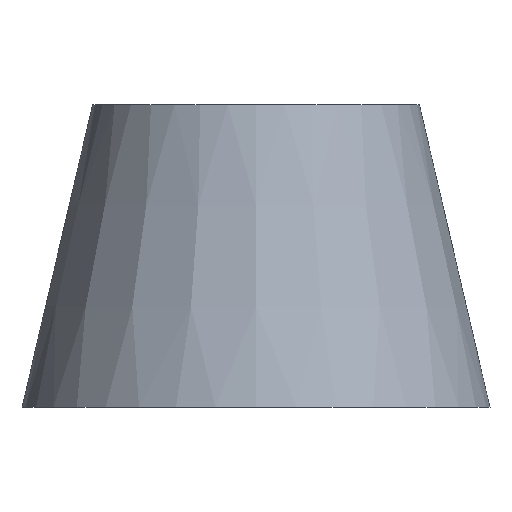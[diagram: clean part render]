
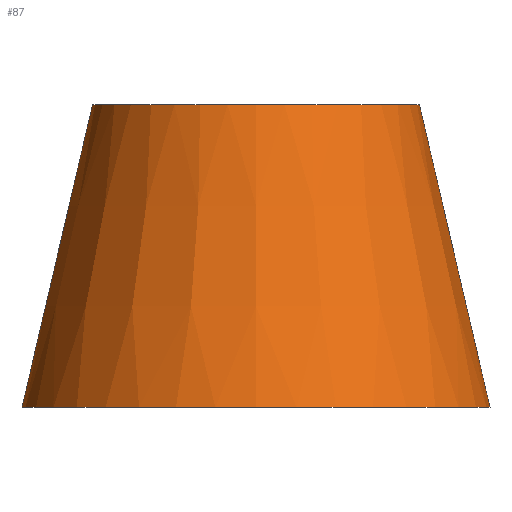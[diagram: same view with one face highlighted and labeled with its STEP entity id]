
A CAD part, front view. The second image highlights one B-rep face of the part: STEP entity #87.
In plain terms, the highlighted conical face has half-angle 13.134 degrees and reference radius 8.5 mm.
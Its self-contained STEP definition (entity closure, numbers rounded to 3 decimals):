
#15=CONICAL_SURFACE('',#111,8.5,0.229);
#22=LINE('',#160,#27);
#27=VECTOR('',#138,8.5);
#33=FACE_OUTER_BOUND('',#40,.T.);
#40=EDGE_LOOP('',(#74,#75,#76,#77));
#41=CIRCLE('',#103,5.933);
#44=CIRCLE('',#110,8.5);
#45=VERTEX_POINT('',#141);
#50=VERTEX_POINT('',#157);
#51=EDGE_CURVE('',#45,#45,#41,.T.);
#58=EDGE_CURVE('',#50,#50,#44,.T.);
#59=EDGE_CURVE('',#45,#50,#22,.T.);
#74=ORIENTED_EDGE('',*,*,#51,.T.);
#75=ORIENTED_EDGE('',*,*,#59,.T.);
#76=ORIENTED_EDGE('',*,*,#58,.T.);
#77=ORIENTED_EDGE('',*,*,#59,.F.);
#87=ADVANCED_FACE('',(#33),#15,.T.);
#103=AXIS2_PLACEMENT_3D('',#142,#116,#117);
#110=AXIS2_PLACEMENT_3D('',#158,#134,#135);
#111=AXIS2_PLACEMENT_3D('',#159,#136,#137);
#116=DIRECTION('center_axis',(0.,0.,-1.));
#117=DIRECTION('ref_axis',(1.,0.,0.));
#134=DIRECTION('center_axis',(0.,0.,1.));
#135=DIRECTION('ref_axis',(1.,0.,0.));
#136=DIRECTION('center_axis',(0.,0.,-1.));
#137=DIRECTION('ref_axis',(1.,0.,0.));
#138=DIRECTION('',(-0.227,0.,-0.974));
#141=CARTESIAN_POINT('',(-5.933,0.,11.));
#142=CARTESIAN_POINT('Origin',(0.,0.,11.));
#157=CARTESIAN_POINT('',(-8.5,0.,0.));
#158=CARTESIAN_POINT('Origin',(0.,0.,0.));
#159=CARTESIAN_POINT('Origin',(0.,0.,0.));
#160=CARTESIAN_POINT('',(-8.5,0.,0.));
